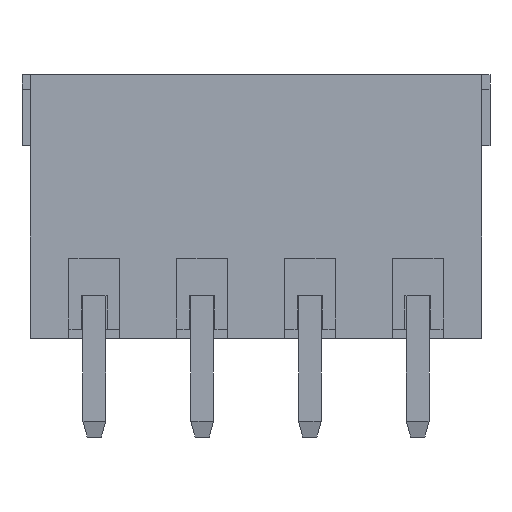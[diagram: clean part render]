
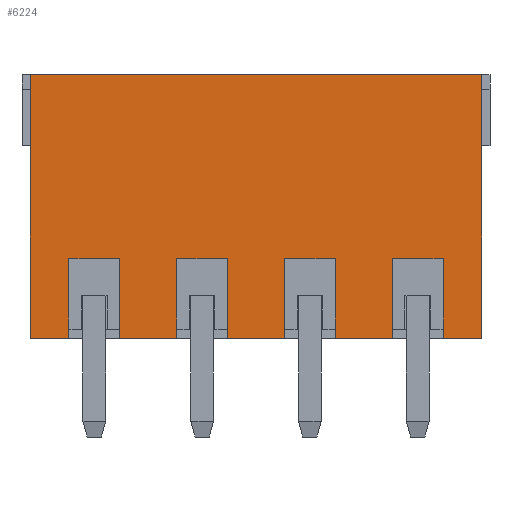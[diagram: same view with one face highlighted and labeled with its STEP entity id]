
A CAD part, front view. The second image highlights one B-rep face of the part: STEP entity #6224.
In plain terms, the highlighted planar face has unit normal (0, -1, 0).
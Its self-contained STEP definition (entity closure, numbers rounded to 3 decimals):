
#188=FACE_OUTER_BOUND('',#530,.T.);
#530=EDGE_LOOP('',(#4381,#4382,#4383,#4384,#4385,#4386,#4387,#4388,#4389,
#4390,#4391,#4392,#4393,#4394,#4395,#4396,#4397,#4398,#4399,#4400));
#1077=LINE('',#8962,#1905);
#1078=LINE('',#8964,#1906);
#1079=LINE('',#8966,#1907);
#1080=LINE('',#8968,#1908);
#1081=LINE('',#8970,#1909);
#1082=LINE('',#8972,#1910);
#1083=LINE('',#8974,#1911);
#1084=LINE('',#8976,#1912);
#1085=LINE('',#8978,#1913);
#1086=LINE('',#8980,#1914);
#1087=LINE('',#8982,#1915);
#1088=LINE('',#8984,#1916);
#1089=LINE('',#8986,#1917);
#1090=LINE('',#8988,#1918);
#1091=LINE('',#8990,#1919);
#1092=LINE('',#8992,#1920);
#1093=LINE('',#8994,#1921);
#1094=LINE('',#8996,#1922);
#1095=LINE('',#8998,#1923);
#1096=LINE('',#8999,#1924);
#1905=VECTOR('',#7315,15.94);
#1906=VECTOR('',#7316,9.3);
#1907=VECTOR('',#7317,1.355);
#1908=VECTOR('',#7318,2.8);
#1909=VECTOR('',#7319,1.8);
#1910=VECTOR('',#7320,2.8);
#1911=VECTOR('',#7321,2.01);
#1912=VECTOR('',#7322,2.8);
#1913=VECTOR('',#7323,1.8);
#1914=VECTOR('',#7324,2.8);
#1915=VECTOR('',#7325,2.01);
#1916=VECTOR('',#7326,2.8);
#1917=VECTOR('',#7327,1.8);
#1918=VECTOR('',#7328,2.8);
#1919=VECTOR('',#7329,2.01);
#1920=VECTOR('',#7330,2.8);
#1921=VECTOR('',#7331,1.8);
#1922=VECTOR('',#7332,2.8);
#1923=VECTOR('',#7333,1.355);
#1924=VECTOR('',#7334,9.3);
#2655=VERTEX_POINT('',#8960);
#2656=VERTEX_POINT('',#8961);
#2657=VERTEX_POINT('',#8963);
#2658=VERTEX_POINT('',#8965);
#2659=VERTEX_POINT('',#8967);
#2660=VERTEX_POINT('',#8969);
#2661=VERTEX_POINT('',#8971);
#2662=VERTEX_POINT('',#8973);
#2663=VERTEX_POINT('',#8975);
#2664=VERTEX_POINT('',#8977);
#2665=VERTEX_POINT('',#8979);
#2666=VERTEX_POINT('',#8981);
#2667=VERTEX_POINT('',#8983);
#2668=VERTEX_POINT('',#8985);
#2669=VERTEX_POINT('',#8987);
#2670=VERTEX_POINT('',#8989);
#2671=VERTEX_POINT('',#8991);
#2672=VERTEX_POINT('',#8993);
#2673=VERTEX_POINT('',#8995);
#2674=VERTEX_POINT('',#8997);
#3293=EDGE_CURVE('',#2655,#2656,#1077,.T.);
#3294=EDGE_CURVE('',#2655,#2657,#1078,.T.);
#3295=EDGE_CURVE('',#2658,#2657,#1079,.T.);
#3296=EDGE_CURVE('',#2658,#2659,#1080,.T.);
#3297=EDGE_CURVE('',#2659,#2660,#1081,.T.);
#3298=EDGE_CURVE('',#2660,#2661,#1082,.T.);
#3299=EDGE_CURVE('',#2662,#2661,#1083,.T.);
#3300=EDGE_CURVE('',#2662,#2663,#1084,.T.);
#3301=EDGE_CURVE('',#2663,#2664,#1085,.T.);
#3302=EDGE_CURVE('',#2664,#2665,#1086,.T.);
#3303=EDGE_CURVE('',#2666,#2665,#1087,.T.);
#3304=EDGE_CURVE('',#2666,#2667,#1088,.T.);
#3305=EDGE_CURVE('',#2667,#2668,#1089,.T.);
#3306=EDGE_CURVE('',#2668,#2669,#1090,.T.);
#3307=EDGE_CURVE('',#2670,#2669,#1091,.T.);
#3308=EDGE_CURVE('',#2670,#2671,#1092,.T.);
#3309=EDGE_CURVE('',#2671,#2672,#1093,.T.);
#3310=EDGE_CURVE('',#2672,#2673,#1094,.T.);
#3311=EDGE_CURVE('',#2674,#2673,#1095,.T.);
#3312=EDGE_CURVE('',#2656,#2674,#1096,.T.);
#4381=ORIENTED_EDGE('',*,*,#3293,.F.);
#4382=ORIENTED_EDGE('',*,*,#3294,.T.);
#4383=ORIENTED_EDGE('',*,*,#3295,.F.);
#4384=ORIENTED_EDGE('',*,*,#3296,.T.);
#4385=ORIENTED_EDGE('',*,*,#3297,.T.);
#4386=ORIENTED_EDGE('',*,*,#3298,.T.);
#4387=ORIENTED_EDGE('',*,*,#3299,.F.);
#4388=ORIENTED_EDGE('',*,*,#3300,.T.);
#4389=ORIENTED_EDGE('',*,*,#3301,.T.);
#4390=ORIENTED_EDGE('',*,*,#3302,.T.);
#4391=ORIENTED_EDGE('',*,*,#3303,.F.);
#4392=ORIENTED_EDGE('',*,*,#3304,.T.);
#4393=ORIENTED_EDGE('',*,*,#3305,.T.);
#4394=ORIENTED_EDGE('',*,*,#3306,.T.);
#4395=ORIENTED_EDGE('',*,*,#3307,.F.);
#4396=ORIENTED_EDGE('',*,*,#3308,.T.);
#4397=ORIENTED_EDGE('',*,*,#3309,.T.);
#4398=ORIENTED_EDGE('',*,*,#3310,.T.);
#4399=ORIENTED_EDGE('',*,*,#3311,.F.);
#4400=ORIENTED_EDGE('',*,*,#3312,.F.);
#5647=PLANE('',#6558);
#6224=ADVANCED_FACE('',(#188),#5647,.T.);
#6558=AXIS2_PLACEMENT_3D('',#8959,#7313,#7314);
#7313=DIRECTION('center_axis',(0.,-1.,0.));
#7314=DIRECTION('ref_axis',(1.,0.,0.));
#7315=DIRECTION('',(1.,0.,0.));
#7316=DIRECTION('',(0.,0.,-1.));
#7317=DIRECTION('',(-1.,0.,0.));
#7318=DIRECTION('',(0.,0.,1.));
#7319=DIRECTION('',(1.,0.,0.));
#7320=DIRECTION('',(0.,0.,-1.));
#7321=DIRECTION('',(-1.,0.,0.));
#7322=DIRECTION('',(0.,0.,1.));
#7323=DIRECTION('',(1.,0.,0.));
#7324=DIRECTION('',(0.,0.,-1.));
#7325=DIRECTION('',(-1.,0.,0.));
#7326=DIRECTION('',(0.,0.,1.));
#7327=DIRECTION('',(1.,0.,0.));
#7328=DIRECTION('',(0.,0.,-1.));
#7329=DIRECTION('',(-1.,0.,0.));
#7330=DIRECTION('',(0.,0.,1.));
#7331=DIRECTION('',(1.,0.,0.));
#7332=DIRECTION('',(0.,0.,-1.));
#7333=DIRECTION('',(-1.,0.,0.));
#7334=DIRECTION('',(0.,0.,-1.));
#8959=CARTESIAN_POINT('Origin',(-7.97,-3.,1.5));
#8960=CARTESIAN_POINT('',(-7.97,-3.,9.3));
#8961=CARTESIAN_POINT('',(7.97,-3.,9.3));
#8962=CARTESIAN_POINT('',(-7.97,-3.,9.3));
#8963=CARTESIAN_POINT('',(-7.97,-3.,0.));
#8964=CARTESIAN_POINT('',(-7.97,-3.,1.5));
#8965=CARTESIAN_POINT('',(-6.615,-3.,0.));
#8966=CARTESIAN_POINT('',(-6.615,-3.,0.));
#8967=CARTESIAN_POINT('',(-6.615,-3.,2.8));
#8968=CARTESIAN_POINT('',(-6.615,-3.,1.5));
#8969=CARTESIAN_POINT('',(-4.815,-3.,2.8));
#8970=CARTESIAN_POINT('',(-7.293,-3.,2.8));
#8971=CARTESIAN_POINT('',(-4.815,-3.,0.));
#8972=CARTESIAN_POINT('',(-4.815,-3.,2.15));
#8973=CARTESIAN_POINT('',(-2.805,-3.,0.));
#8974=CARTESIAN_POINT('',(-2.805,-3.,0.));
#8975=CARTESIAN_POINT('',(-2.805,-3.,2.8));
#8976=CARTESIAN_POINT('',(-2.805,-3.,1.5));
#8977=CARTESIAN_POINT('',(-1.005,-3.,2.8));
#8978=CARTESIAN_POINT('',(-5.388,-3.,2.8));
#8979=CARTESIAN_POINT('',(-1.005,-3.,0.));
#8980=CARTESIAN_POINT('',(-1.005,-3.,2.15));
#8981=CARTESIAN_POINT('',(1.005,-3.,0.));
#8982=CARTESIAN_POINT('',(1.005,-3.,0.));
#8983=CARTESIAN_POINT('',(1.005,-3.,2.8));
#8984=CARTESIAN_POINT('',(1.005,-3.,1.5));
#8985=CARTESIAN_POINT('',(2.805,-3.,2.8));
#8986=CARTESIAN_POINT('',(-3.483,-3.,2.8));
#8987=CARTESIAN_POINT('',(2.805,-3.,0.));
#8988=CARTESIAN_POINT('',(2.805,-3.,2.15));
#8989=CARTESIAN_POINT('',(4.815,-3.,0.));
#8990=CARTESIAN_POINT('',(4.815,-3.,0.));
#8991=CARTESIAN_POINT('',(4.815,-3.,2.8));
#8992=CARTESIAN_POINT('',(4.815,-3.,1.5));
#8993=CARTESIAN_POINT('',(6.615,-3.,2.8));
#8994=CARTESIAN_POINT('',(-1.578,-3.,2.8));
#8995=CARTESIAN_POINT('',(6.615,-3.,0.));
#8996=CARTESIAN_POINT('',(6.615,-3.,2.15));
#8997=CARTESIAN_POINT('',(7.97,-3.,0.));
#8998=CARTESIAN_POINT('',(7.97,-3.,0.));
#8999=CARTESIAN_POINT('',(7.97,-3.,1.5));
